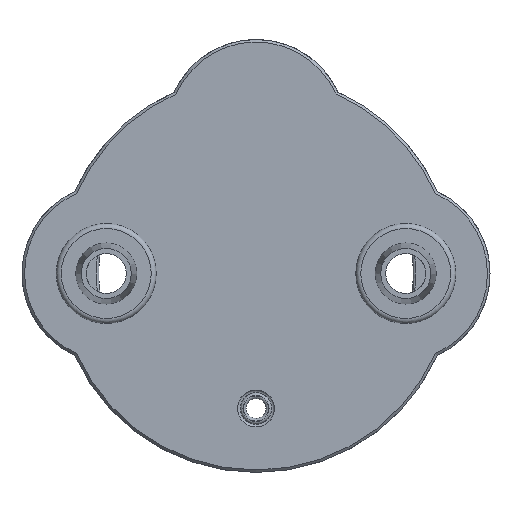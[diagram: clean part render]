
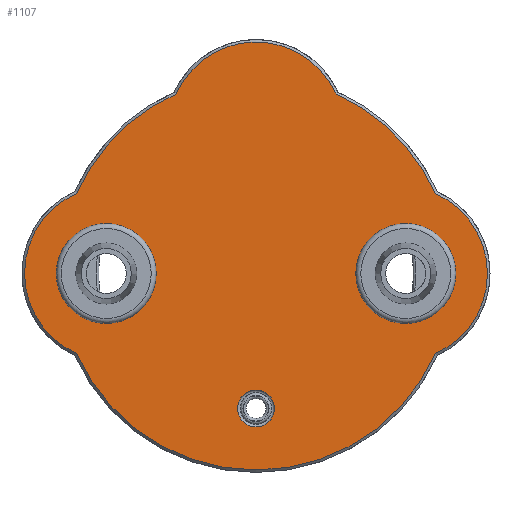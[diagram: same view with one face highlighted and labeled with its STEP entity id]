
A CAD part, front view. The second image highlights one B-rep face of the part: STEP entity #1107.
In plain terms, the highlighted planar face has unit normal (0, -1, 0).
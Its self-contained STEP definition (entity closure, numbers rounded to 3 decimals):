
#83=FACE_BOUND('',#329,.T.);
#84=FACE_BOUND('',#330,.T.);
#85=FACE_BOUND('',#331,.T.);
#101=PLANE('',#1270);
#242=FACE_OUTER_BOUND('',#328,.T.);
#328=EDGE_LOOP('',(#978,#979,#980,#981,#982,#983));
#329=EDGE_LOOP('',(#984));
#330=EDGE_LOOP('',(#985));
#331=EDGE_LOOP('',(#986));
#401=CIRCLE('',#1211,10.);
#414=CIRCLE('',#1233,3.1);
#419=CIRCLE('',#1243,17.501);
#421=CIRCLE('',#1246,17.501);
#423=CIRCLE('',#1250,17.501);
#425=CIRCLE('',#1254,39.3);
#427=CIRCLE('',#1258,39.3);
#431=CIRCLE('',#1264,39.3);
#435=CIRCLE('',#1271,10.);
#500=VERTEX_POINT('',#1984);
#510=VERTEX_POINT('',#2019);
#525=VERTEX_POINT('',#2401);
#526=VERTEX_POINT('',#2406);
#527=VERTEX_POINT('',#2413);
#530=VERTEX_POINT('',#2421);
#531=VERTEX_POINT('',#2431);
#534=VERTEX_POINT('',#2439);
#537=VERTEX_POINT('',#2470);
#629=EDGE_CURVE('',#500,#500,#401,.T.);
#646=EDGE_CURVE('',#510,#510,#414,.T.);
#667=EDGE_CURVE('',#526,#525,#419,.T.);
#671=EDGE_CURVE('',#530,#527,#421,.T.);
#677=EDGE_CURVE('',#534,#531,#423,.T.);
#681=EDGE_CURVE('',#531,#526,#425,.T.);
#683=EDGE_CURVE('',#527,#534,#427,.T.);
#687=EDGE_CURVE('',#525,#530,#431,.T.);
#692=EDGE_CURVE('',#537,#537,#435,.T.);
#978=ORIENTED_EDGE('',*,*,#687,.F.);
#979=ORIENTED_EDGE('',*,*,#667,.F.);
#980=ORIENTED_EDGE('',*,*,#681,.F.);
#981=ORIENTED_EDGE('',*,*,#677,.F.);
#982=ORIENTED_EDGE('',*,*,#683,.F.);
#983=ORIENTED_EDGE('',*,*,#671,.F.);
#984=ORIENTED_EDGE('',*,*,#692,.T.);
#985=ORIENTED_EDGE('',*,*,#629,.T.);
#986=ORIENTED_EDGE('',*,*,#646,.T.);
#1107=ADVANCED_FACE('',(#242,#83,#84,#85),#101,.T.);
#1211=AXIS2_PLACEMENT_3D('',#1985,#1491,#1492);
#1233=AXIS2_PLACEMENT_3D('',#2021,#1539,#1540);
#1243=AXIS2_PLACEMENT_3D('',#2411,#1561,#1562);
#1246=AXIS2_PLACEMENT_3D('',#2426,#1567,#1568);
#1250=AXIS2_PLACEMENT_3D('',#2444,#1577,#1578);
#1254=AXIS2_PLACEMENT_3D('',#2450,#1587,#1588);
#1258=AXIS2_PLACEMENT_3D('',#2454,#1595,#1596);
#1264=AXIS2_PLACEMENT_3D('',#2460,#1607,#1608);
#1270=AXIS2_PLACEMENT_3D('',#2469,#1620,#1621);
#1271=AXIS2_PLACEMENT_3D('',#2471,#1622,#1623);
#1491=DIRECTION('center_axis',(0.,1.,0.));
#1492=DIRECTION('ref_axis',(1.,0.,0.));
#1539=DIRECTION('center_axis',(0.,1.,0.));
#1540=DIRECTION('ref_axis',(1.,0.,0.));
#1561=DIRECTION('center_axis',(0.,1.,0.));
#1562=DIRECTION('ref_axis',(1.,0.,0.));
#1567=DIRECTION('center_axis',(0.,1.,0.));
#1568=DIRECTION('ref_axis',(-1.,0.,0.));
#1577=DIRECTION('center_axis',(0.,1.,0.));
#1578=DIRECTION('ref_axis',(0.,0.,1.));
#1587=DIRECTION('center_axis',(0.,1.,0.));
#1588=DIRECTION('ref_axis',(0.611,0.,0.791));
#1595=DIRECTION('center_axis',(0.,1.,0.));
#1596=DIRECTION('ref_axis',(0.611,0.,0.791));
#1607=DIRECTION('center_axis',(0.,1.,0.));
#1608=DIRECTION('ref_axis',(0.611,0.,0.791));
#1620=DIRECTION('center_axis',(0.,-1.,0.));
#1621=DIRECTION('ref_axis',(1.,0.,0.));
#1622=DIRECTION('center_axis',(0.,1.,0.));
#1623=DIRECTION('ref_axis',(1.,0.,0.));
#1984=CARTESIAN_POINT('',(-19.158,100.,8.824));
#1985=CARTESIAN_POINT('Origin',(-9.158,100.,8.824));
#2019=CARTESIAN_POINT('',(-42.208,100.,-18.176));
#2021=CARTESIAN_POINT('Origin',(-39.108,100.,-18.176));
#2401=CARTESIAN_POINT('',(-3.218,100.,-7.188));
#2406=CARTESIAN_POINT('',(-3.204,100.,24.806));
#2411=CARTESIAN_POINT('Origin',(-10.309,100.,8.812));
#2413=CARTESIAN_POINT('',(-74.997,100.,24.837));
#2421=CARTESIAN_POINT('',(-75.012,100.,-7.157));
#2426=CARTESIAN_POINT('Origin',(-67.907,100.,8.837));
#2431=CARTESIAN_POINT('',(-23.095,100.,44.714));
#2439=CARTESIAN_POINT('',(-55.089,100.,44.728));
#2444=CARTESIAN_POINT('Origin',(-39.095,100.,37.624));
#2450=CARTESIAN_POINT('Origin',(-39.108,100.,8.824));
#2454=CARTESIAN_POINT('Origin',(-39.108,100.,8.824));
#2460=CARTESIAN_POINT('Origin',(-39.108,100.,8.824));
#2469=CARTESIAN_POINT('Origin',(-39.108,100.,8.824));
#2470=CARTESIAN_POINT('',(-79.058,100.,8.824));
#2471=CARTESIAN_POINT('Origin',(-69.058,100.,8.824));
